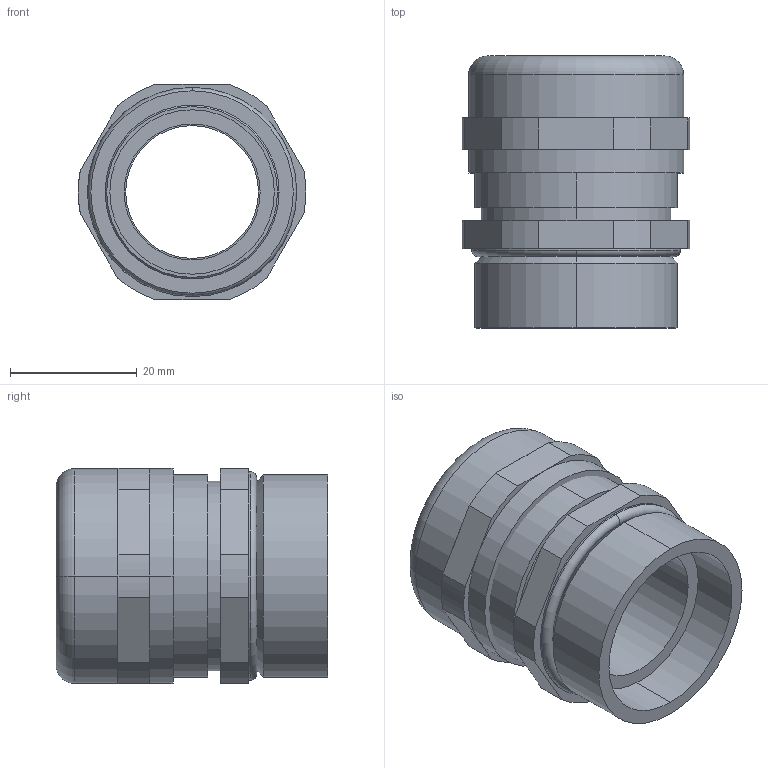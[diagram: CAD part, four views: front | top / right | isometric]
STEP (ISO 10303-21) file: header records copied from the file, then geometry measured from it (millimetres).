
FILE_DESCRIPTION (( 'STEP AP214' ), '1' );
FILE_NAME ('2086135.stp', '2017-05-18T09:44:51', ( '' ), ( '' ), 'SwSTEP 2.0', 'SolidWorks 2016', '' );
FILE_SCHEMA (( 'AUTOMOTIVE_DESIGN' ));
Length unit declared in the file: millimetre
Products named in the file (6): 012279_M32 2086177; EV743_M32; 011359_LM32 2086135; 2086135; 011344_M32 2086177; 012463_M32 2086177
Assembly tree (5 placements, depth 2):
  2086135
    011359_LM32 2086135
    EV743_M32
    012279_M32 2086177
    012463_M32 2086177
    011344_M32 2086177
Bounding box: 35.96 x 43 x 34 mm (x, y, z)
Volume: 18451.5 mm3; surface area: 20644.1 mm2
Topology: 5 solids, 5 shells, 175 faces, 451 edges, 288 vertices
Faces by surface type: plane 108, cylinder 43, cone 16, torus 8
Entity records: 5739 total; most frequent: CARTESIAN_POINT 1138, DIRECTION 945, ORIENTED_EDGE 902, EDGE_CURVE 451, AXIS2_PLACEMENT_3D 383, VERTEX_POINT 288, CIRCLE 200, EDGE_LOOP 187
